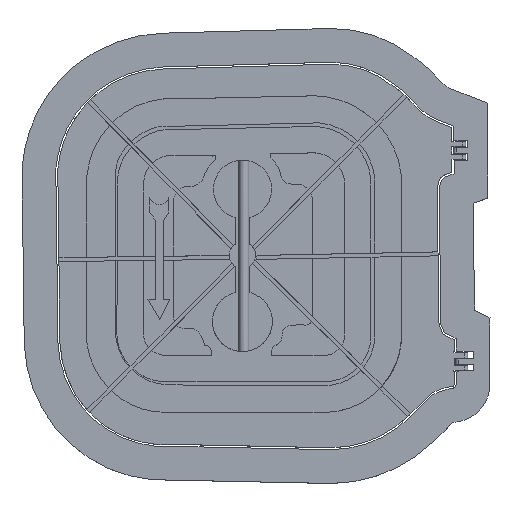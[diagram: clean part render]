
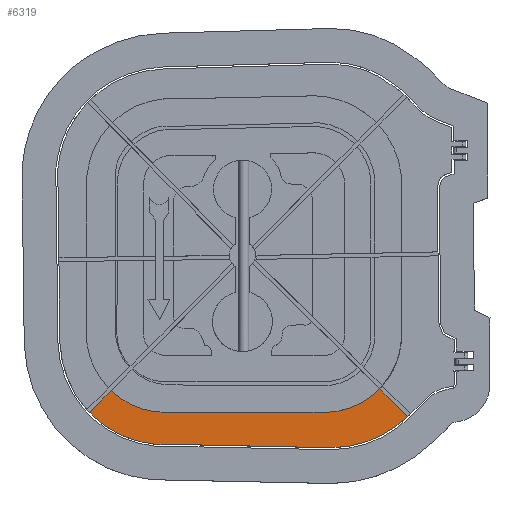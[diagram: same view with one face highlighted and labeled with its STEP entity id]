
A CAD part, top view. The second image highlights one B-rep face of the part: STEP entity #6319.
In plain terms, the highlighted planar face has unit normal (0, 0, 1).
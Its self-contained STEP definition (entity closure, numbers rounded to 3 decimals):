
#271=FACE_OUTER_BOUND('',#602,.T.);
#602=EDGE_LOOP('',(#4882,#4883,#4884,#4885,#4886,#4887,#4888,#4889,#4890));
#902=LINE('',#9175,#1620);
#1166=LINE('',#9830,#1884);
#1202=LINE('',#9926,#1920);
#1203=LINE('',#9930,#1921);
#1204=LINE('',#9931,#1922);
#1620=VECTOR('',#7296,10.);
#1884=VECTOR('',#7880,10.);
#1920=VECTOR('',#7966,10.);
#1921=VECTOR('',#7969,10.);
#1922=VECTOR('',#7970,10.);
#2272=CIRCLE('',#6583,10.643);
#2274=CIRCLE('',#6587,11.197);
#2354=CIRCLE('',#6770,7.828);
#2355=CIRCLE('',#6771,8.04);
#2575=VERTEX_POINT('',#9164);
#2576=VERTEX_POINT('',#9166);
#2578=VERTEX_POINT('',#9173);
#2580=VERTEX_POINT('',#9179);
#2808=VERTEX_POINT('',#9827);
#2843=VERTEX_POINT('',#9923);
#2844=VERTEX_POINT('',#9925);
#2845=VERTEX_POINT('',#9927);
#2846=VERTEX_POINT('',#9929);
#3230=EDGE_CURVE('',#2575,#2576,#2272,.T.);
#3235=EDGE_CURVE('',#2578,#2575,#902,.T.);
#3238=EDGE_CURVE('',#2580,#2578,#2274,.T.);
#3568=EDGE_CURVE('',#2580,#2808,#1166,.T.);
#3615=EDGE_CURVE('',#2843,#2808,#2354,.T.);
#3616=EDGE_CURVE('',#2844,#2843,#1202,.T.);
#3617=EDGE_CURVE('',#2845,#2844,#2355,.T.);
#3618=EDGE_CURVE('',#2845,#2846,#1203,.T.);
#3619=EDGE_CURVE('',#2846,#2576,#1204,.T.);
#4882=ORIENTED_EDGE('',*,*,#3568,.T.);
#4883=ORIENTED_EDGE('',*,*,#3615,.F.);
#4884=ORIENTED_EDGE('',*,*,#3616,.F.);
#4885=ORIENTED_EDGE('',*,*,#3617,.F.);
#4886=ORIENTED_EDGE('',*,*,#3618,.T.);
#4887=ORIENTED_EDGE('',*,*,#3619,.T.);
#4888=ORIENTED_EDGE('',*,*,#3230,.F.);
#4889=ORIENTED_EDGE('',*,*,#3235,.F.);
#4890=ORIENTED_EDGE('',*,*,#3238,.F.);
#6074=PLANE('',#6769);
#6319=ADVANCED_FACE('',(#271),#6074,.T.);
#6583=AXIS2_PLACEMENT_3D('',#9167,#7287,#7288);
#6587=AXIS2_PLACEMENT_3D('',#9181,#7301,#7302);
#6769=AXIS2_PLACEMENT_3D('',#9922,#7962,#7963);
#6770=AXIS2_PLACEMENT_3D('',#9924,#7964,#7965);
#6771=AXIS2_PLACEMENT_3D('',#9928,#7967,#7968);
#7287=DIRECTION('center_axis',(0.,0.,-1.));
#7288=DIRECTION('ref_axis',(-0.999,-0.04,0.));
#7296=DIRECTION('',(-1.,0.021,0.));
#7301=DIRECTION('center_axis',(0.,0.,-1.));
#7302=DIRECTION('ref_axis',(0.011,-1.,0.));
#7880=DIRECTION('',(-0.711,0.703,0.));
#7962=DIRECTION('center_axis',(0.,0.,1.));
#7963=DIRECTION('ref_axis',(-1.,0.,0.));
#7964=DIRECTION('center_axis',(0.,0.,1.));
#7965=DIRECTION('ref_axis',(0.023,-1.,0.));
#7966=DIRECTION('',(1.,0.,0.));
#7967=DIRECTION('center_axis',(0.,0.,1.));
#7968=DIRECTION('ref_axis',(-1.,-0.017,0.));
#7969=DIRECTION('',(-0.706,-0.709,0.));
#7970=DIRECTION('',(-0.709,0.706,0.));
#9164=CARTESIAN_POINT('',(-8.409,-19.093,5.));
#9166=CARTESIAN_POINT('',(-17.101,-15.58,5.));
#9167=CARTESIAN_POINT('Origin',(-9.175,-8.477,5.));
#9173=CARTESIAN_POINT('',(7.665,-19.431,5.));
#9175=CARTESIAN_POINT('',(-4.408,-19.177,5.));
#9179=CARTESIAN_POINT('',(15.33,-16.276,5.));
#9181=CARTESIAN_POINT('Origin',(7.539,-8.235,5.));
#9827=CARTESIAN_POINT('',(12.515,-13.489,5.));
#9830=CARTESIAN_POINT('',(7.402,-8.429,5.));
#9922=CARTESIAN_POINT('Origin',(-0.002,-0.053,
5.));
#9923=CARTESIAN_POINT('',(7.082,-15.861,5.));
#9924=CARTESIAN_POINT('Origin',(6.9,-8.036,5.));
#9925=CARTESIAN_POINT('',(-8.978,-15.861,5.));
#9926=CARTESIAN_POINT('',(3.54,-15.861,5.));
#9927=CARTESIAN_POINT('',(-14.638,-13.673,5.));
#9928=CARTESIAN_POINT('Origin',(-9.123,-7.822,5.));
#9929=CARTESIAN_POINT('',(-16.818,-15.862,5.));
#9930=CARTESIAN_POINT('',(-1.343,-0.323,5.));
#9931=CARTESIAN_POINT('',(-16.549,-16.13,5.));
